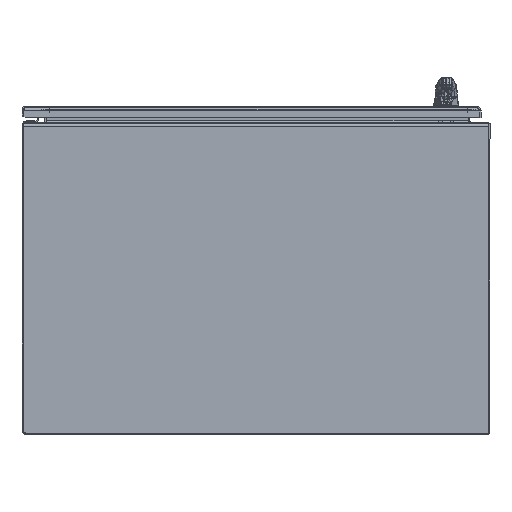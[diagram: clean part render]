
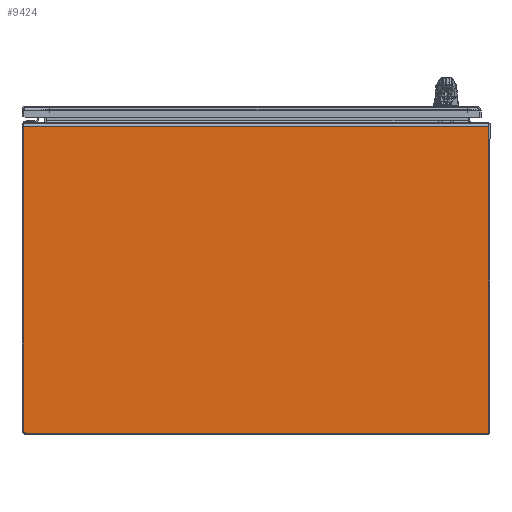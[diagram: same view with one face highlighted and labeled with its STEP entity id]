
A CAD part, front view. The second image highlights one B-rep face of the part: STEP entity #9424.
In plain terms, the highlighted planar face has unit normal (0, -1, 0).
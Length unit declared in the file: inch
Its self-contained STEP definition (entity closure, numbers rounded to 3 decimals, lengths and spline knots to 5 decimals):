
#3437 = CARTESIAN_POINT ( 'NONE',  ( 0., -45.0625, 14.2405 ) ) ;
#6784 = DIRECTION ( 'NONE',  ( 0., -1., 0. ) ) ;
#9424 = ADVANCED_FACE ( 'NONE', ( #37641 ), #36410, .T. ) ;
#11597 = AXIS2_PLACEMENT_3D ( 'NONE', #227924, #6784, #97635 ) ;
#20620 = ORIENTED_EDGE ( 'NONE', *, *, #164810, .T. ) ;
#28895 = VECTOR ( 'NONE', #167903, 39.37008 ) ;
#32114 = DIRECTION ( 'NONE',  ( 1., 0., 0. ) ) ;
#36410 = PLANE ( 'NONE',  #11597 ) ;
#37641 = FACE_OUTER_BOUND ( 'NONE', #106479, .T. ) ;
#42683 = LINE ( 'NONE', #3437, #80266 ) ;
#51734 = LINE ( 'NONE', #200341, #221435 ) ;
#68599 = CARTESIAN_POINT ( 'NONE',  ( -17.9585, -45.0625, 2.532 ) ) ;
#70997 = VERTEX_POINT ( 'NONE', #126183 ) ;
#76718 = CARTESIAN_POINT ( 'NONE',  ( 17.9585, -45.0625, 2.532 ) ) ;
#77945 = LINE ( 'NONE', #76718, #175568 ) ;
#80266 = VECTOR ( 'NONE', #117562, 39.37008 ) ;
#83980 = ORIENTED_EDGE ( 'NONE', *, *, #242920, .T. ) ;
#86981 = LINE ( 'NONE', #68599, #28895 ) ;
#97635 = DIRECTION ( 'NONE',  ( 0., 0., 1. ) ) ;
#98338 = VERTEX_POINT ( 'NONE', #170033 ) ;
#98550 = ORIENTED_EDGE ( 'NONE', *, *, #123855, .T. ) ;
#106479 = EDGE_LOOP ( 'NONE', ( #20620, #98550, #83980, #200291 ) ) ;
#117562 = DIRECTION ( 'NONE',  ( -1., 0., 0. ) ) ;
#123855 = EDGE_CURVE ( 'NONE', #70997, #228323, #77945, .T. ) ;
#126183 = CARTESIAN_POINT ( 'NONE',  ( 17.9585, -45.0625, -9.4265 ) ) ;
#150436 = DIRECTION ( 'NONE',  ( 0., 0., 1. ) ) ;
#153902 = VERTEX_POINT ( 'NONE', #216161 ) ;
#158026 = EDGE_CURVE ( 'NONE', #153902, #98338, #86981, .T. ) ;
#159486 = CARTESIAN_POINT ( 'NONE',  ( 17.9585, -45.0625, 14.2405 ) ) ;
#164810 = EDGE_CURVE ( 'NONE', #98338, #70997, #51734, .T. ) ;
#167903 = DIRECTION ( 'NONE',  ( 0., 0., -1. ) ) ;
#170033 = CARTESIAN_POINT ( 'NONE',  ( -17.9585, -45.0625, -9.4265 ) ) ;
#175568 = VECTOR ( 'NONE', #150436, 39.37008 ) ;
#200291 = ORIENTED_EDGE ( 'NONE', *, *, #158026, .T. ) ;
#200341 = CARTESIAN_POINT ( 'NONE',  ( 0., -45.0625, -9.4265 ) ) ;
#216161 = CARTESIAN_POINT ( 'NONE',  ( -17.9585, -45.0625, 14.2405 ) ) ;
#221435 = VECTOR ( 'NONE', #32114, 39.37008 ) ;
#227924 = CARTESIAN_POINT ( 'NONE',  ( 0., -45.0625, 2.532 ) ) ;
#228323 = VERTEX_POINT ( 'NONE', #159486 ) ;
#242920 = EDGE_CURVE ( 'NONE', #228323, #153902, #42683, .T. ) ;
